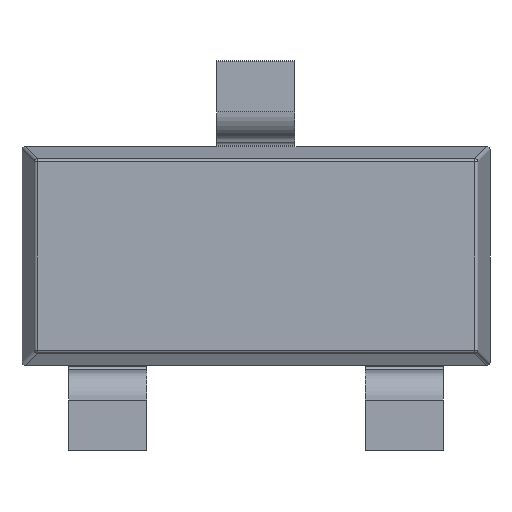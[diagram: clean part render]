
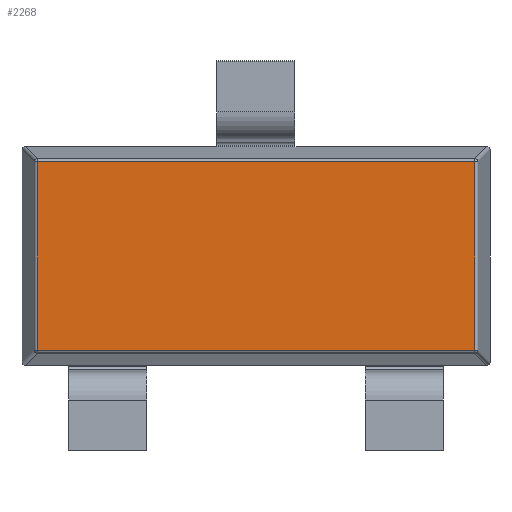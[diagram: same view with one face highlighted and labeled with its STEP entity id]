
A CAD part, front view. The second image highlights one B-rep face of the part: STEP entity #2268.
In plain terms, the highlighted planar face has unit normal (0, -1, 0).
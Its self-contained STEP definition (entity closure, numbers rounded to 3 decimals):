
#76 = DIRECTION ( 'NONE',  ( 0., 1., 0. ) ) ;
#91 = CARTESIAN_POINT ( 'NONE',  ( 1.403, 0.13, 0.603 ) ) ;
#95 = VECTOR ( 'NONE', #6368, 1000. ) ;
#177 = CARTESIAN_POINT ( 'NONE',  ( -1.42, 0.13, 0.603 ) ) ;
#235 = DIRECTION ( 'NONE',  ( -1., 0., 0. ) ) ;
#412 = EDGE_CURVE ( 'NONE', #660, #5936, #3834, .T. ) ;
#616 = CARTESIAN_POINT ( 'NONE',  ( 1.5, 0.13, 0.7 ) ) ;
#623 = EDGE_CURVE ( 'NONE', #5936, #7104, #3223, .T. ) ;
#660 = VERTEX_POINT ( 'NONE', #915 ) ;
#792 = VERTEX_POINT ( 'NONE', #2967 ) ;
#915 = CARTESIAN_POINT ( 'NONE',  ( 1.403, 0.13, -0.603 ) ) ;
#1408 = FACE_OUTER_BOUND ( 'NONE', #2660, .T. ) ;
#2077 = VECTOR ( 'NONE', #2806, 1000. ) ;
#2268 = ADVANCED_FACE ( 'NONE', ( #1408 ), #4639, .F. ) ;
#2458 = ORIENTED_EDGE ( 'NONE', *, *, #412, .T. ) ;
#2601 = LINE ( 'NONE', #7039, #4767 ) ;
#2660 = EDGE_LOOP ( 'NONE', ( #4628, #3629, #7112, #2458 ) ) ;
#2806 = DIRECTION ( 'NONE',  ( 0., 0., 1. ) ) ;
#2967 = CARTESIAN_POINT ( 'NONE',  ( -1.403, 0.13, -0.603 ) ) ;
#3223 = LINE ( 'NONE', #177, #6743 ) ;
#3410 = AXIS2_PLACEMENT_3D ( 'NONE', #616, #76, #4611 ) ;
#3423 = CARTESIAN_POINT ( 'NONE',  ( 1.403, 0.13, 0.62 ) ) ;
#3629 = ORIENTED_EDGE ( 'NONE', *, *, #6416, .T. ) ;
#3834 = LINE ( 'NONE', #3423, #2077 ) ;
#4611 = DIRECTION ( 'NONE',  ( 0., 0., 1. ) ) ;
#4628 = ORIENTED_EDGE ( 'NONE', *, *, #623, .T. ) ;
#4639 = PLANE ( 'NONE',  #3410 ) ;
#4767 = VECTOR ( 'NONE', #6399, 1000. ) ;
#5700 = CARTESIAN_POINT ( 'NONE',  ( -1.403, 0.13, -0.62 ) ) ;
#5752 = EDGE_CURVE ( 'NONE', #792, #660, #2601, .T. ) ;
#5936 = VERTEX_POINT ( 'NONE', #91 ) ;
#6172 = CARTESIAN_POINT ( 'NONE',  ( -1.403, 0.13, 0.603 ) ) ;
#6368 = DIRECTION ( 'NONE',  ( 0., 0., -1. ) ) ;
#6399 = DIRECTION ( 'NONE',  ( 1., 0., 0. ) ) ;
#6416 = EDGE_CURVE ( 'NONE', #7104, #792, #7132, .T. ) ;
#6743 = VECTOR ( 'NONE', #235, 1000. ) ;
#7039 = CARTESIAN_POINT ( 'NONE',  ( 1.42, 0.13, -0.603 ) ) ;
#7104 = VERTEX_POINT ( 'NONE', #6172 ) ;
#7112 = ORIENTED_EDGE ( 'NONE', *, *, #5752, .T. ) ;
#7132 = LINE ( 'NONE', #5700, #95 ) ;
